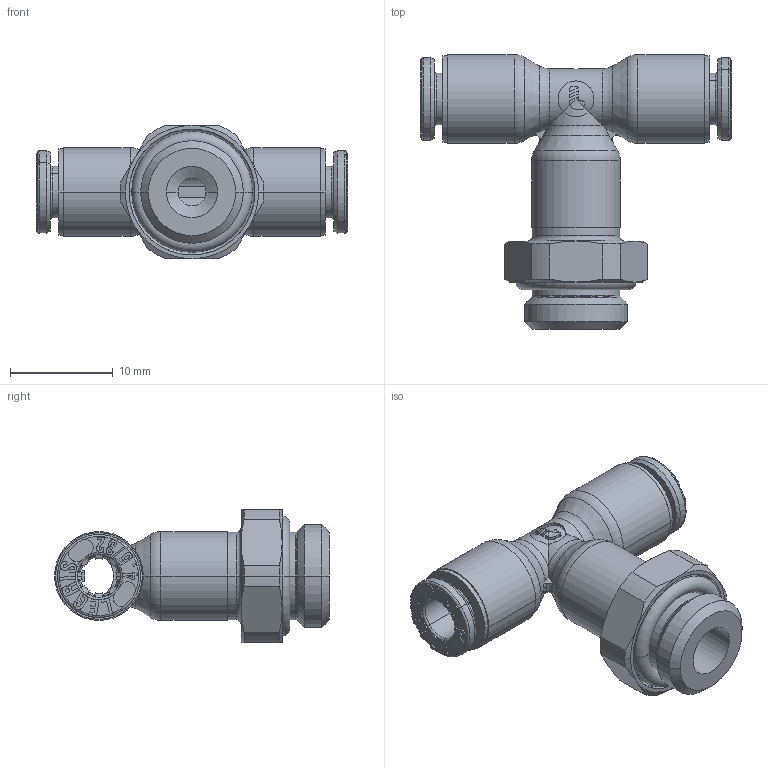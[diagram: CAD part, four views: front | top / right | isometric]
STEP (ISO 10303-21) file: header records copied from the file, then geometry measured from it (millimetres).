
FILE_DESCRIPTION(('STEP AP214'),'1');
FILE_NAME('6898_04_10.stp','2016-07-07T14:51:04',('TraceParts'),('TraceParts S.A.'),'Spatial InterOp 3D',' ',' ');
FILE_SCHEMA(('automotive_design'));
Length unit declared in the file: millimetre
Products named in the file (18): V898-04-10_ASM|Next assembly relationship#44104-64_ASM|Next assembly relationship#44104-26;44104-26; V898-04-10_ASM|Next assembly relationship#44104-64_ASM|Next assembly relationship#44104;44104; V898-04-10_ASM|Next assembly relationship#44104-64_ASM|Next assembly relationship#44104-27;44104-27; V898-04-10_ASM|Next assembly relationship#44104-64_ASM|Next assembly relationship#44124-20;44124-20; V898-04-10_ASM|Next assembly relationship#44524-04;44524-04; V898-04-10_ASM|Next assembly relationship#44104-11-10_ASS;44104-11-10_ASS; V898-04-10_ASM|Next assembly relationship#44104-11-10;44104-11-10; V898-04-10_ASM|Next assembly relationship#44210-13_AF0;44210-13_AF0; V898-04-10_ASM|Next assembly relationship#23954-24-ASM-8_5-1_63;23954-24-ASM-8_5-1_63
Bounding box: 30.38 x 26.77 x 13 mm (x, y, z)
Volume: 2169.5 mm3; surface area: 4593.3 mm2
Topology: 14 solids, 18 shells, 1529 faces, 3887 edges, 2419 vertices
Faces by surface type: plane 426, cylinder 307, torus 280, extrusion 198, cone 174, bspline 136, sphere 8
Entity records: 53846 total; most frequent: CARTESIAN_POINT 18048, ORIENTED_EDGE 7742, DIRECTION 6866, EDGE_CURVE 3879, AXIS2_PLACEMENT_3D 2571, VERTEX_POINT 2419, VECTOR 1724, EDGE_LOOP 1596
